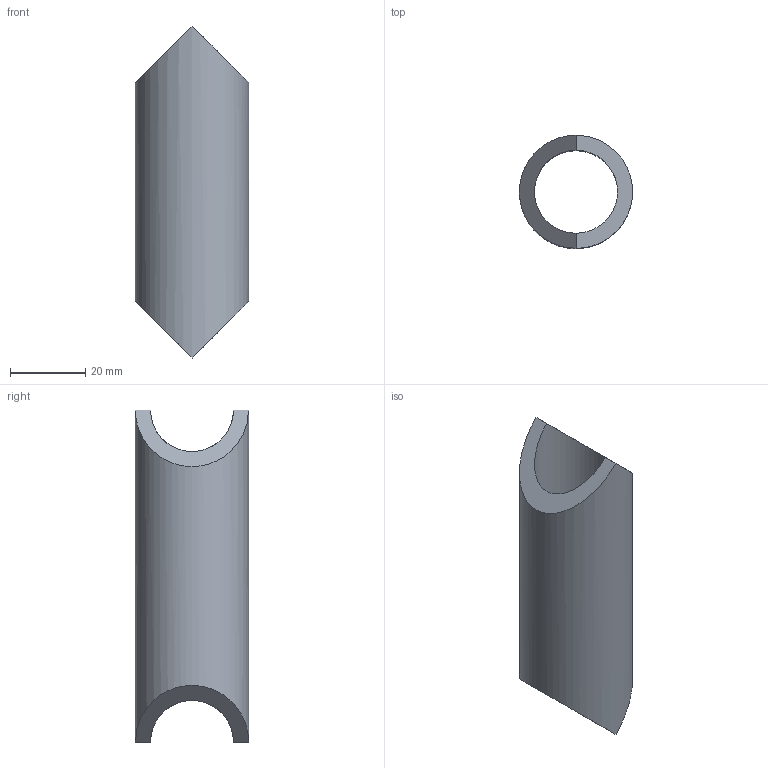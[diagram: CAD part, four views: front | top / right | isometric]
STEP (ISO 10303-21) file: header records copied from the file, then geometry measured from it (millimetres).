
FILE_DESCRIPTION(/* description */ (''),/* implementation_level */ '2;1');
FILE_NAME(/* name */ 'Tube horizontale.stp',/* time_stamp */ '2024-07-09T16:39:58+02:00',/* author */ ('jlerouzi'),/* organization */ (''),/* preprocessor_version */ 'ST-DEVELOPER v19',/* originating_system */ 'Autodesk Inventor 2023',/* authorisation */ '');
FILE_SCHEMA (('AUTOMOTIVE_DESIGN { 1 0 10303 214 3 1 1 }'));
Length unit declared in the file: millimetre
Products named in the file (1): Tube horizontale
Bounding box: 29.99 x 30 x 88 mm (x, y, z)
Volume: 23301.2 mm3; surface area: 12532 mm2
Topology: 1 solids, 1 shells, 6 faces, 18 edges, 12 vertices
Faces by surface type: plane 4, cylinder 2
Full cylindrical faces by diameter (mm): 22 x1, 30 x1
Entity records: 261 total; most frequent: DIRECTION 44, CARTESIAN_POINT 37, ORIENTED_EDGE 36, AXIS2_PLACEMENT_3D 19, EDGE_CURVE 18, ELLIPSE 12, VERTEX_POINT 12, FACE_OUTER_BOUND 6
